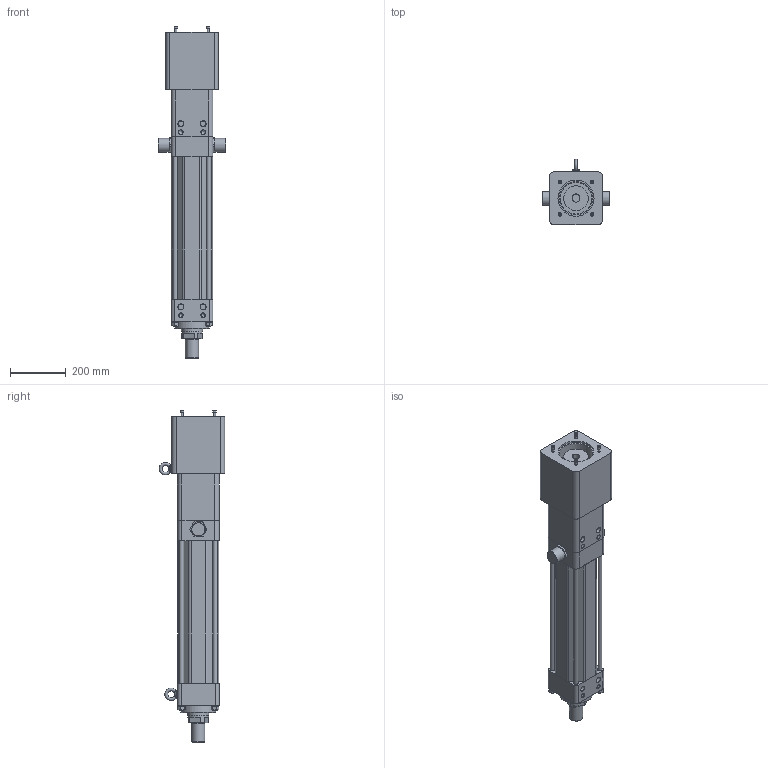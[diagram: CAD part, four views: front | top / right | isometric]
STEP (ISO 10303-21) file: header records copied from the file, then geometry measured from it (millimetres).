
FILE_DESCRIPTION (( 'STEP AP203' ), '1' );
FILE_NAME ('RS-477186-1.step', '2024-12-19T20:27:02', ( '' ), ( '' ), 'SwSTEP 2.0', 'SolidWorks 2024', '' );
FILE_SCHEMA (( 'CONFIG_CONTROL_DESIGN' ));
Length unit declared in the file: inch
Products named in the file (3): tempJoin1_21719006_RS-477186-1; Base_RS-477186-1; RS-477186-1
Assembly tree (2 placements, depth 2):
  RS-477186-1
    tempJoin1_21719006_RS-477186-1
    Base_RS-477186-1
Bounding box: 245 x 236 x 1196.18 mm (x, y, z)
Volume: 20282339.5 mm3; surface area: 1544747.4 mm2
Topology: 6 solids, 20 shells, 763 faces, 1705 edges, 1074 vertices
Faces by surface type: plane 453, cylinder 196, cone 89, torus 12, bspline 12, sphere 1
Full cylindrical faces by diameter (mm): 3.175 x3, 4.762 x1, 6.528 x4, 6.701 x4, 7.9 x1, 8 x5, 8.001 x4, 8.02 x2, 8.5 x6, 10.16 x6, 12 x4, 13 x4, 13.835 x2, 14 x4, 15.875 x9, 16.5 x6, 20.013 x4, 21 x4, 22.2 x4, 25 x2, 25.4 x2, 25.527 x4, 31.75 x1, 36.513 x2, 39.7 x1, 44.45 x1, 47.625 x1, 50 x2, 50.165 x1, 50.8 x1
Entity records: 21673 total; most frequent: CARTESIAN_POINT 5392, DIRECTION 3460, ORIENTED_EDGE 2868, EDGE_CURVE 1434, AXIS2_PLACEMENT_3D 1342, EDGE_LOOP 1060, VERTEX_POINT 994, FACE_OUTER_BOUND 883
